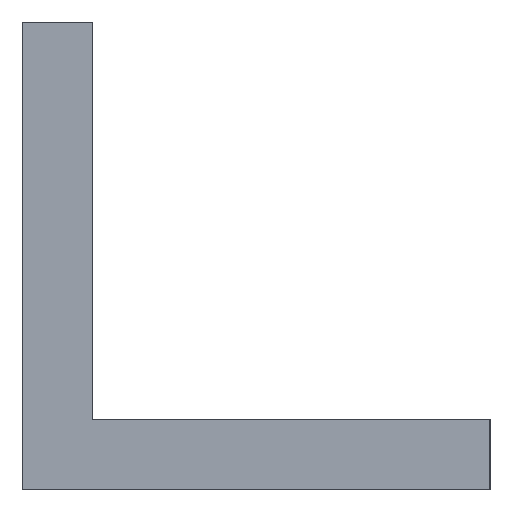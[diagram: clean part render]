
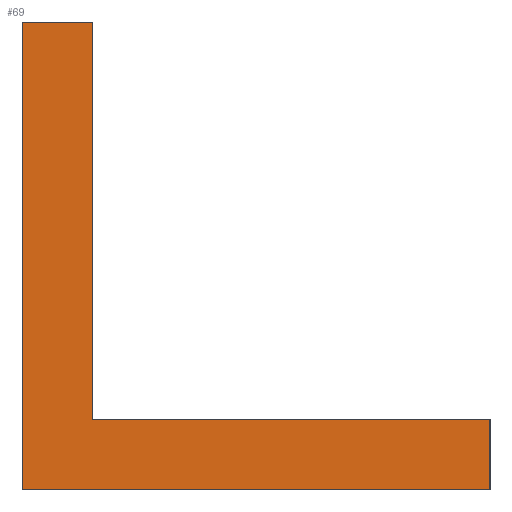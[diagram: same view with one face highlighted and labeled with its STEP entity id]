
A CAD part, left-side view. The second image highlights one B-rep face of the part: STEP entity #69.
In plain terms, the highlighted planar face has unit normal (-1, 0, 0).
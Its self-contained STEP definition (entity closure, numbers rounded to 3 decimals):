
#69=ADVANCED_FACE('',(#169),#170,.F.);
#169=FACE_OUTER_BOUND('',#329,.T.);
#170=PLANE('',#330);
#329=EDGE_LOOP('',(#493,#494,#495,#496,#497,#498));
#330=AXIS2_PLACEMENT_3D('',#499,#500,#501);
#493=ORIENTED_EDGE('',*,*,#876,.F.);
#494=ORIENTED_EDGE('',*,*,#877,.F.);
#495=ORIENTED_EDGE('',*,*,#878,.T.);
#496=ORIENTED_EDGE('',*,*,#879,.F.);
#497=ORIENTED_EDGE('',*,*,#880,.F.);
#498=ORIENTED_EDGE('',*,*,#881,.F.);
#499=CARTESIAN_POINT('',(0.,-1.5,10.0));
#500=DIRECTION('',(1.0,0.0,0.0));
#501=DIRECTION('',(0.0,0.0,-1.0));
#876=EDGE_CURVE('',#1039,#1040,#1041,.T.);
#877=EDGE_CURVE('',#1042,#1039,#1043,.T.);
#878=EDGE_CURVE('',#1042,#1044,#1045,.T.);
#879=EDGE_CURVE('',#1046,#1044,#1047,.T.);
#880=EDGE_CURVE('',#1048,#1046,#1049,.T.);
#881=EDGE_CURVE('',#1040,#1048,#1050,.T.);
#1039=VERTEX_POINT('',#1274);
#1040=VERTEX_POINT('',#1275);
#1041=LINE('',#1276,#1277);
#1042=VERTEX_POINT('',#1278);
#1043=LINE('',#1279,#1280);
#1044=VERTEX_POINT('',#1281);
#1045=LINE('',#1282,#1283);
#1046=VERTEX_POINT('',#1284);
#1047=LINE('',#1285,#1286);
#1048=VERTEX_POINT('',#1287);
#1049=LINE('',#1288,#1289);
#1050=LINE('',#1290,#1291);
#1274=CARTESIAN_POINT('',(0.,-3.0,20.0));
#1275=CARTESIAN_POINT('',(0.0,-3.0,3.0));
#1276=CARTESIAN_POINT('',(0.,-3.0,10.0));
#1277=VECTOR('',#1548,1.0);
#1278=CARTESIAN_POINT('',(0.,0.,20.0));
#1279=CARTESIAN_POINT('',(0.,-1.5,20.0));
#1280=VECTOR('',#1549,1.0);
#1281=CARTESIAN_POINT('',(0.,0.,0.));
#1282=CARTESIAN_POINT('',(0.,0.,10.0));
#1283=VECTOR('',#1550,1.0);
#1284=CARTESIAN_POINT('',(0.0,-20.0,0.0));
#1285=CARTESIAN_POINT('',(0.,-1.5,0.));
#1286=VECTOR('',#1551,1.0);
#1287=CARTESIAN_POINT('',(0.0,-20.0,3.0));
#1288=CARTESIAN_POINT('',(0.0,-20.0,1.5));
#1289=VECTOR('',#1552,1.0);
#1290=CARTESIAN_POINT('',(0.0,-10.0,3.0));
#1291=VECTOR('',#1553,1.0);
#1548=DIRECTION('',(0.0,0.0,-1.0));
#1549=DIRECTION('',(0.0,-1.0,0.0));
#1550=DIRECTION('',(0.0,0.0,-1.0));
#1551=DIRECTION('',(0.0,1.0,0.0));
#1552=DIRECTION('',(0.0,0.0,-1.0));
#1553=DIRECTION('',(0.0,-1.0,0.0));
